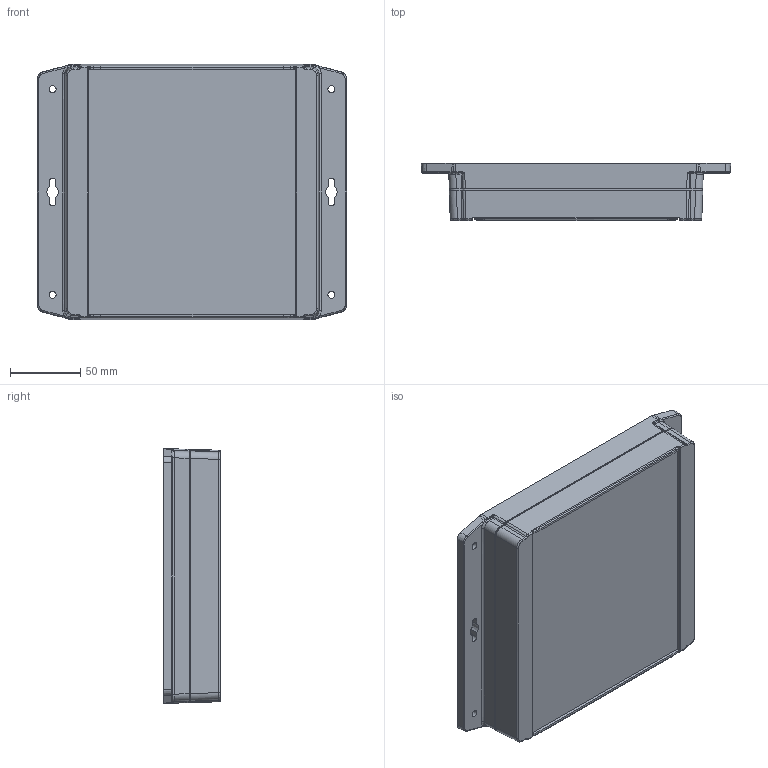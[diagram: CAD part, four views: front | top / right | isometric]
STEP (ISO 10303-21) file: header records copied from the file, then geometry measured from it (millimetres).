
FILE_DESCRIPTION (( 'STEP AP214' ), '1' );
FILE_NAME ('1555W2F17GY.STEP', '2023-06-20T13:13:31', ( '' ), ( '' ), 'SwSTEP 2.0', 'SolidWorks 2021', '' );
FILE_SCHEMA (( 'AUTOMOTIVE_DESIGN' ));
Length unit declared in the file: inch
Products named in the file (1): 1555W2F17GY
Bounding box: 220 x 40.2 x 181.26 mm (x, y, z)
Volume: 342149.4 mm3; surface area: 220125.9 mm2
Topology: 7 solids, 7 shells, 1418 faces, 3306 edges, 1992 vertices
Faces by surface type: plane 471, bspline 382, cylinder 347, cone 206, torus 12
Full cylindrical faces by diameter (mm): 3.251 x4, 3.5 x4, 3.88 x4, 4.013 x4, 7 x4
Entity records: 54207 total; most frequent: CARTESIAN_POINT 25323, ORIENTED_EDGE 6272, DIRECTION 5195, EDGE_CURVE 3136, VERTEX_POINT 1948, AXIS2_PLACEMENT_3D 1923, EDGE_LOOP 1656, FACE_OUTER_BOUND 1458
